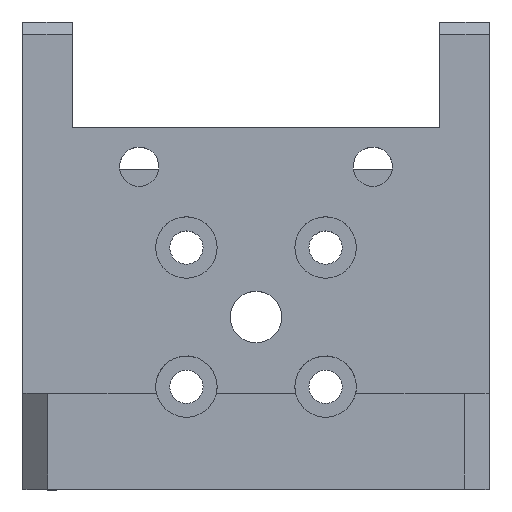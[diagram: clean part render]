
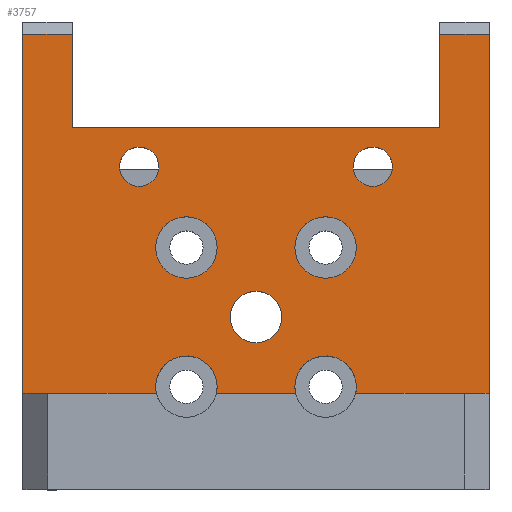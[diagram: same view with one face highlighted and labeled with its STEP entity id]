
A CAD part, top view. The second image highlights one B-rep face of the part: STEP entity #3757.
In plain terms, the highlighted planar face has unit normal (0, 0, 1).
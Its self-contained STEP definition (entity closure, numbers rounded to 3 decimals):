
#108=LINE('',#5790,#484);
#120=LINE('',#5823,#496);
#121=LINE('',#5826,#497);
#122=LINE('',#5828,#498);
#123=LINE('',#5830,#499);
#124=LINE('',#5834,#500);
#125=LINE('',#5838,#501);
#126=LINE('',#5839,#502);
#127=LINE('',#5841,#503);
#128=LINE('',#5843,#504);
#484=VECTOR('',#4336,1000.);
#496=VECTOR('',#4360,1000.);
#497=VECTOR('',#4361,1000.);
#498=VECTOR('',#4362,1000.);
#499=VECTOR('',#4363,1000.);
#500=VECTOR('',#4366,1000.);
#501=VECTOR('',#4369,1000.);
#502=VECTOR('',#4370,1000.);
#503=VECTOR('',#4371,1000.);
#504=VECTOR('',#4372,1000.);
#815=PLANE('',#3973);
#1137=ORIENTED_EDGE('',*,*,#2250,.F.);
#1138=ORIENTED_EDGE('',*,*,#2251,.F.);
#1139=ORIENTED_EDGE('',*,*,#2252,.F.);
#1140=ORIENTED_EDGE('',*,*,#2253,.F.);
#1141=ORIENTED_EDGE('',*,*,#2254,.F.);
#1142=ORIENTED_EDGE('',*,*,#2255,.T.);
#1143=ORIENTED_EDGE('',*,*,#2256,.T.);
#1144=ORIENTED_EDGE('',*,*,#2257,.F.);
#1145=ORIENTED_EDGE('',*,*,#2258,.T.);
#1146=ORIENTED_EDGE('',*,*,#2259,.F.);
#1147=ORIENTED_EDGE('',*,*,#2260,.T.);
#1148=ORIENTED_EDGE('',*,*,#2261,.F.);
#1149=ORIENTED_EDGE('',*,*,#2262,.T.);
#1150=ORIENTED_EDGE('',*,*,#2238,.F.);
#1151=ORIENTED_EDGE('',*,*,#2263,.T.);
#1152=ORIENTED_EDGE('',*,*,#2264,.T.);
#1153=ORIENTED_EDGE('',*,*,#2265,.T.);
#2238=EDGE_CURVE('',#2795,#2796,#108,.F.);
#2250=EDGE_CURVE('',#2806,#2806,#3102,.T.);
#2251=EDGE_CURVE('',#2807,#2807,#3103,.T.);
#2252=EDGE_CURVE('',#2808,#2808,#3104,.F.);
#2253=EDGE_CURVE('',#2809,#2809,#3105,.F.);
#2254=EDGE_CURVE('',#2810,#2810,#3106,.F.);
#2255=EDGE_CURVE('',#2811,#2812,#120,.T.);
#2256=EDGE_CURVE('',#2812,#2813,#121,.T.);
#2257=EDGE_CURVE('',#2814,#2813,#122,.T.);
#2258=EDGE_CURVE('',#2814,#2815,#123,.T.);
#2259=EDGE_CURVE('',#2816,#2815,#3107,.F.);
#2260=EDGE_CURVE('',#2816,#2817,#124,.T.);
#2261=EDGE_CURVE('',#2818,#2817,#3108,.F.);
#2262=EDGE_CURVE('',#2818,#2796,#125,.T.);
#2263=EDGE_CURVE('',#2795,#2819,#126,.T.);
#2264=EDGE_CURVE('',#2819,#2820,#127,.F.);
#2265=EDGE_CURVE('',#2820,#2811,#128,.T.);
#2795=VERTEX_POINT('',#5789);
#2796=VERTEX_POINT('',#5791);
#2806=VERTEX_POINT('',#5814);
#2807=VERTEX_POINT('',#5816);
#2808=VERTEX_POINT('',#5818);
#2809=VERTEX_POINT('',#5820);
#2810=VERTEX_POINT('',#5822);
#2811=VERTEX_POINT('',#5824);
#2812=VERTEX_POINT('',#5825);
#2813=VERTEX_POINT('',#5827);
#2814=VERTEX_POINT('',#5829);
#2815=VERTEX_POINT('',#5831);
#2816=VERTEX_POINT('',#5833);
#2817=VERTEX_POINT('',#5835);
#2818=VERTEX_POINT('',#5837);
#2819=VERTEX_POINT('',#5840);
#2820=VERTEX_POINT('',#5842);
#3102=CIRCLE('',#3974,1.6);
#3103=CIRCLE('',#3975,1.6);
#3104=CIRCLE('',#3976,2.5);
#3105=CIRCLE('',#3977,2.5);
#3106=CIRCLE('',#3978,2.1);
#3107=CIRCLE('',#3979,2.5);
#3108=CIRCLE('',#3980,2.5);
#3179=EDGE_LOOP('',(#1137));
#3180=EDGE_LOOP('',(#1138));
#3181=EDGE_LOOP('',(#1139));
#3182=EDGE_LOOP('',(#1140));
#3183=EDGE_LOOP('',(#1141));
#3184=EDGE_LOOP('',(#1142,#1143,#1144,#1145,#1146,#1147,#1148,#1149,#1150,
#1151,#1152,#1153));
#3455=FACE_BOUND('',#3179,.T.);
#3456=FACE_BOUND('',#3180,.T.);
#3457=FACE_BOUND('',#3181,.T.);
#3458=FACE_BOUND('',#3182,.T.);
#3459=FACE_BOUND('',#3183,.T.);
#3460=FACE_BOUND('',#3184,.T.);
#3757=ADVANCED_FACE('',(#3455,#3456,#3457,#3458,#3459,#3460),#815,.F.);
#3973=AXIS2_PLACEMENT_3D('',#5812,#4348,#4349);
#3974=AXIS2_PLACEMENT_3D('',#5813,#4350,#4351);
#3975=AXIS2_PLACEMENT_3D('',#5815,#4352,#4353);
#3976=AXIS2_PLACEMENT_3D('',#5817,#4354,#4355);
#3977=AXIS2_PLACEMENT_3D('',#5819,#4356,#4357);
#3978=AXIS2_PLACEMENT_3D('',#5821,#4358,#4359);
#3979=AXIS2_PLACEMENT_3D('',#5832,#4364,#4365);
#3980=AXIS2_PLACEMENT_3D('',#5836,#4367,#4368);
#4336=DIRECTION('',(0.,1.,0.));
#4348=DIRECTION('',(0.,0.,-1.));
#4349=DIRECTION('',(0.,1.,0.));
#4350=DIRECTION('',(0.,0.,1.));
#4351=DIRECTION('',(0.,1.,0.));
#4352=DIRECTION('',(0.,0.,1.));
#4353=DIRECTION('',(0.,1.,0.));
#4354=DIRECTION('',(0.,0.,-1.));
#4355=DIRECTION('',(0.,1.,0.));
#4356=DIRECTION('',(0.,0.,-1.));
#4357=DIRECTION('',(0.,1.,0.));
#4358=DIRECTION('',(0.,0.,-1.));
#4359=DIRECTION('',(0.,1.,0.));
#4360=DIRECTION('',(0.,1.,0.));
#4361=DIRECTION('',(-1.,0.,0.));
#4362=DIRECTION('',(0.,1.,0.));
#4363=DIRECTION('',(1.,0.,0.));
#4364=DIRECTION('',(0.,0.,-1.));
#4365=DIRECTION('',(0.,1.,0.));
#4366=DIRECTION('',(1.,0.,0.));
#4367=DIRECTION('',(0.,0.,-1.));
#4368=DIRECTION('',(0.,1.,0.));
#4369=DIRECTION('',(1.,0.,0.));
#4370=DIRECTION('',(-1.,0.,0.));
#4371=DIRECTION('',(0.,1.,0.));
#4372=DIRECTION('',(-1.,0.,0.));
#5789=CARTESIAN_POINT('',(18.95,0.993,17.998));
#5790=CARTESIAN_POINT('',(18.95,-28.2,17.998));
#5791=CARTESIAN_POINT('',(18.95,-28.2,17.998));
#5812=CARTESIAN_POINT('',(-18.95,-28.2,17.998));
#5813=CARTESIAN_POINT('',(9.5,-9.775,17.998));
#5814=CARTESIAN_POINT('',(9.5,-8.175,17.998));
#5815=CARTESIAN_POINT('',(-9.5,-9.775,17.998));
#5816=CARTESIAN_POINT('',(-9.5,-8.175,17.998));
#5817=CARTESIAN_POINT('',(-5.657,-16.343,17.998));
#5818=CARTESIAN_POINT('',(-5.657,-13.843,17.998));
#5819=CARTESIAN_POINT('',(5.657,-16.343,17.998));
#5820=CARTESIAN_POINT('',(5.657,-13.843,17.998));
#5821=CARTESIAN_POINT('',(0.,-22.,17.998));
#5822=CARTESIAN_POINT('',(0.,-19.9,17.998));
#5823=CARTESIAN_POINT('',(-14.95,-28.2,17.998));
#5824=CARTESIAN_POINT('',(-14.95,-6.55,17.998));
#5825=CARTESIAN_POINT('',(-14.95,0.993,17.998));
#5826=CARTESIAN_POINT('',(-18.95,0.993,17.998));
#5827=CARTESIAN_POINT('',(-18.95,0.993,17.998));
#5828=CARTESIAN_POINT('',(-18.95,-28.2,17.998));
#5829=CARTESIAN_POINT('',(-18.95,-28.2,17.998));
#5830=CARTESIAN_POINT('',(-18.95,-28.2,17.998));
#5831=CARTESIAN_POINT('',(-8.097,-28.2,17.998));
#5832=CARTESIAN_POINT('',(-5.657,-27.657,17.998));
#5833=CARTESIAN_POINT('',(-3.217,-28.2,17.998));
#5834=CARTESIAN_POINT('',(-18.95,-28.2,17.998));
#5835=CARTESIAN_POINT('',(3.217,-28.2,17.998));
#5836=CARTESIAN_POINT('',(5.657,-27.657,17.998));
#5837=CARTESIAN_POINT('',(8.097,-28.2,17.998));
#5838=CARTESIAN_POINT('',(-18.95,-28.2,17.998));
#5839=CARTESIAN_POINT('',(-18.95,0.993,17.998));
#5840=CARTESIAN_POINT('',(14.95,0.993,17.998));
#5841=CARTESIAN_POINT('',(14.95,-28.2,17.998));
#5842=CARTESIAN_POINT('',(14.95,-6.55,17.998));
#5843=CARTESIAN_POINT('',(281.06,-6.55,17.998));
